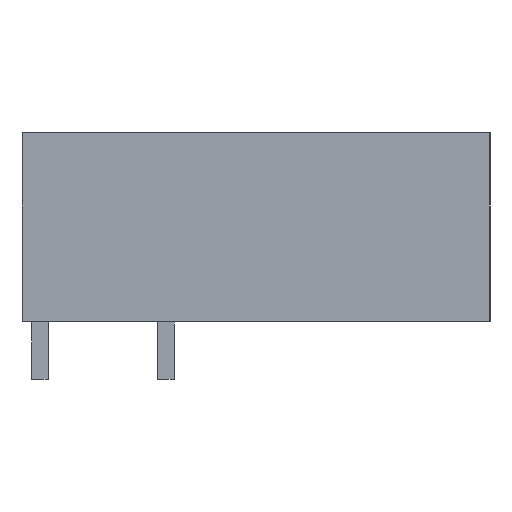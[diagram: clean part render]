
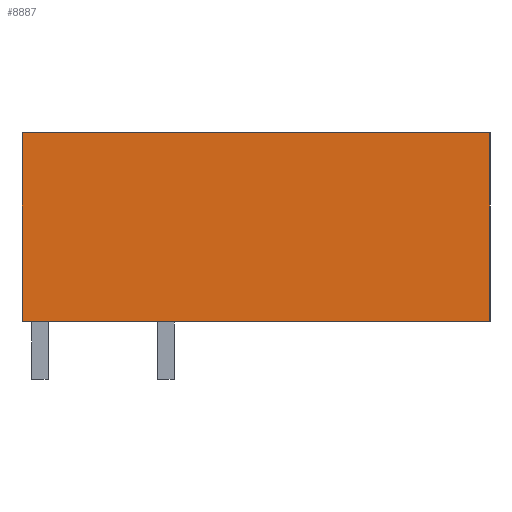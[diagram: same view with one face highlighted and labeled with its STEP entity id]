
A CAD part, left-side view. The second image highlights one B-rep face of the part: STEP entity #8887.
In plain terms, the highlighted planar face has unit normal (-1, 0, 0).
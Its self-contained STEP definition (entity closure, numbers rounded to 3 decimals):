
#8879=AXIS2_PLACEMENT_3D('Plane Axis2P3D',#8876,#8877,#8878) ;
#325=CARTESIAN_POINT('Vertex',(0.,28.3,14.9)) ;
#328=CARTESIAN_POINT('Line Origine',(0.,14.15,14.9)) ;
#332=CARTESIAN_POINT('Vertex',(0.,0.,14.9)) ;
#627=CARTESIAN_POINT('Line Origine',(0.,0.,9.2)) ;
#631=CARTESIAN_POINT('Vertex',(0.,0.,3.5)) ;
#1740=CARTESIAN_POINT('Line Origine',(0.,14.15,3.5)) ;
#1744=CARTESIAN_POINT('Vertex',(0.,28.3,3.5)) ;
#8834=CARTESIAN_POINT('Line Origine',(0.,28.3,9.2)) ;
#8876=CARTESIAN_POINT('Axis2P3D Location',(0.,15.8,14.8)) ;
#329=DIRECTION('Vector Direction',(0.,1.,0.)) ;
#628=DIRECTION('Vector Direction',(0.,0.,1.)) ;
#1741=DIRECTION('Vector Direction',(0.,-1.,0.)) ;
#8835=DIRECTION('Vector Direction',(0.,0.,-1.)) ;
#8877=DIRECTION('Axis2P3D Direction',(-1.,0.,0.)) ;
#8878=DIRECTION('Axis2P3D XDirection',(0.,0.,-1.)) ;
#330=VECTOR('Line Direction',#329,1.) ;
#629=VECTOR('Line Direction',#628,1.) ;
#1742=VECTOR('Line Direction',#1741,1.) ;
#8836=VECTOR('Line Direction',#8835,1.) ;
#8882=ORIENTED_EDGE('',*,*,#633,.T.) ;
#8883=ORIENTED_EDGE('',*,*,#334,.T.) ;
#8884=ORIENTED_EDGE('',*,*,#8838,.T.) ;
#8885=ORIENTED_EDGE('',*,*,#1746,.T.) ;
#8887=ADVANCED_FACE('HOUSING',(#8886),#8880,.T.) ;
#334=EDGE_CURVE('',#333,#326,#331,.T.) ;
#633=EDGE_CURVE('',#632,#333,#630,.T.) ;
#1746=EDGE_CURVE('',#1745,#632,#1743,.T.) ;
#8838=EDGE_CURVE('',#326,#1745,#8837,.T.) ;
#8881=EDGE_LOOP('',(#8882,#8883,#8884,#8885)) ;
#8886=FACE_OUTER_BOUND('',#8881,.T.) ;
#331=LINE('Line',#328,#330) ;
#630=LINE('Line',#627,#629) ;
#1743=LINE('Line',#1740,#1742) ;
#8837=LINE('Line',#8834,#8836) ;
#8880=PLANE('',#8879) ;
#326=VERTEX_POINT('',#325) ;
#333=VERTEX_POINT('',#332) ;
#632=VERTEX_POINT('',#631) ;
#1745=VERTEX_POINT('',#1744) ;
